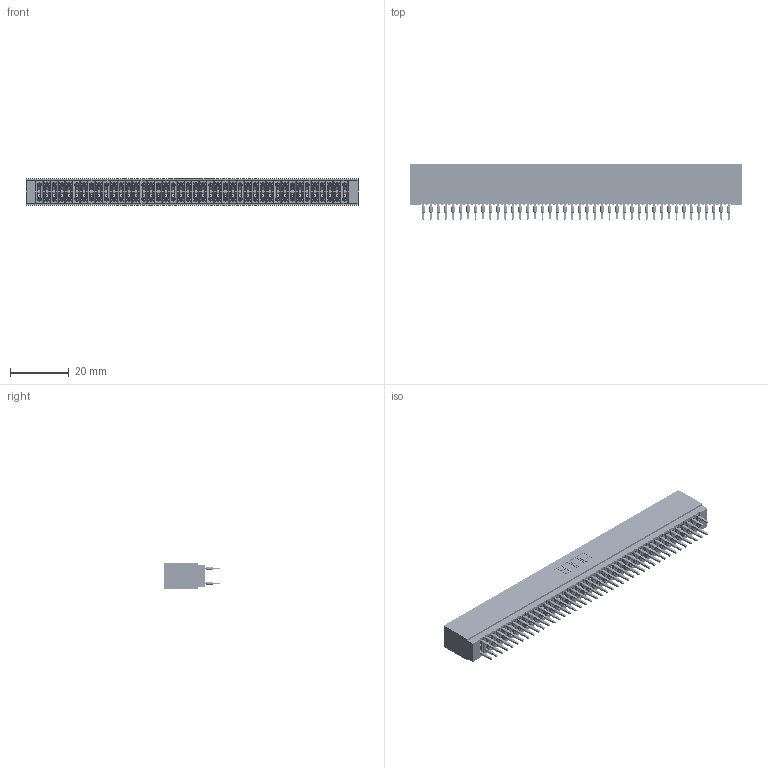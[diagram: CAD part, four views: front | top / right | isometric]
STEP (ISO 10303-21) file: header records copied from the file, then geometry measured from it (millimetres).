
FILE_DESCRIPTION (( 'STEP AP203' ), '1' );
FILE_NAME ('725-084-525-201.STEP', '2026-02-24T19:11:41', ( '' ), ( '' ), 'SwSTEP 2.0', 'SolidWorks 2023', '' );
FILE_SCHEMA (( 'CONFIG_CONTROL_DESIGN' ));
Length unit declared in the file: millimetre
Products named in the file (3): 745-292-001_525; 725-084-525-201; 725 Part_Insulator Option - 01
Assembly tree (85 placements, depth 2):
  725-084-525-201
    725 Part_Insulator Option - 01
    745-292-001_525  x84
Bounding box: 113.28 x 18.8 x 8.89 mm (x, y, z)
Volume: 8960 mm3; surface area: 18873.2 mm2
Topology: 85 solids, 85 shells, 7613 faces, 20456 edges, 12852 vertices
Faces by surface type: plane 3919, bspline 1680, cylinder 1510, torus 504
Entity records: 70672 total; most frequent: CARTESIAN_POINT 12759, ORIENTED_EDGE 12194, DIRECTION 10655, EDGE_CURVE 6097, LINE 5663, VECTOR 5663, VERTEX_POINT 3888, AXIS2_PLACEMENT_3D 2496
